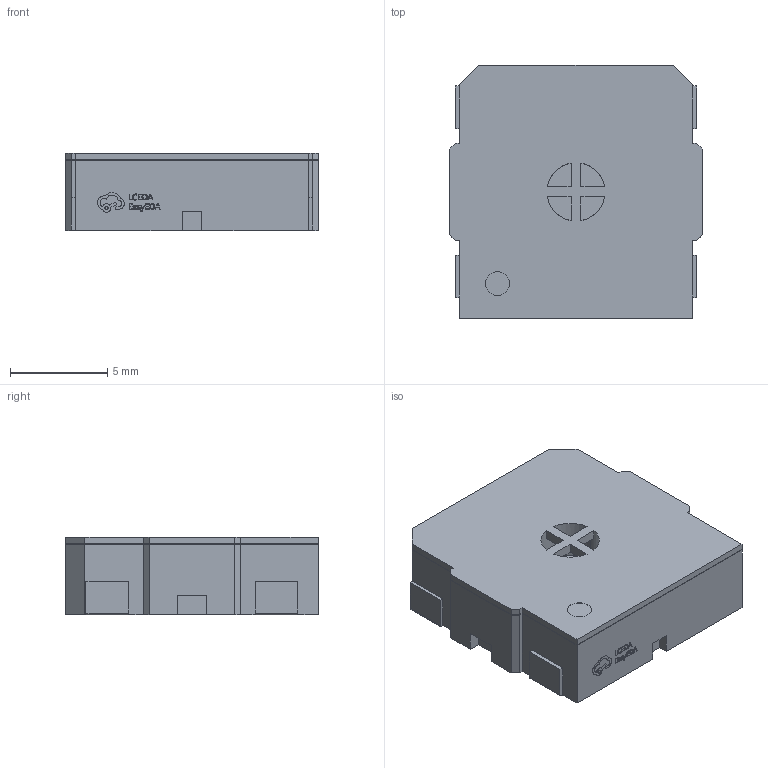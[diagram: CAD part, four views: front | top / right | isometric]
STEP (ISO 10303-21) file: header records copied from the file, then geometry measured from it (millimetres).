
FILE_DESCRIPTION (( 'STEP AP214' ), '1' );
FILE_NAME ('BUZ-SMD_4P-L13.0-W13.0-P11.4-BL.step', '2022-06-24T01:34:57', ( '' ), ( '' ), 'SwSTEP 2.0', 'SolidWorks 2020', '' );
FILE_SCHEMA (( 'AUTOMOTIVE_DESIGN' ));
Length unit declared in the file: millimetre
Products named in the file (1): BUZ-SMD_4P-L13.0-W13.0-P11.4-BL
Bounding box: 13 x 13.01 x 4.01 mm (x, y, z)
Volume: 617.4 mm3; surface area: 625.4 mm2
Topology: 5 solids, 5 shells, 437 faces, 1189 edges, 792 vertices
Faces by surface type: plane 309, bspline 112, cylinder 16
Entity records: 19552 total; most frequent: CARTESIAN_POINT 4523, ORIENTED_EDGE 2378, DIRECTION 1653, EDGE_CURVE 1189, VECTOR 921, LINE 921, VERTEX_POINT 792, EDGE_LOOP 473
